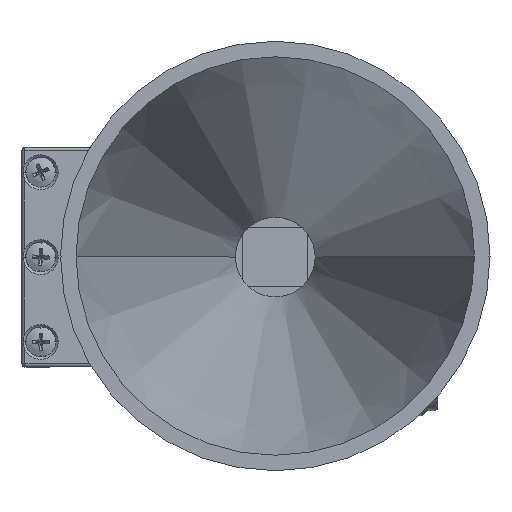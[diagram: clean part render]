
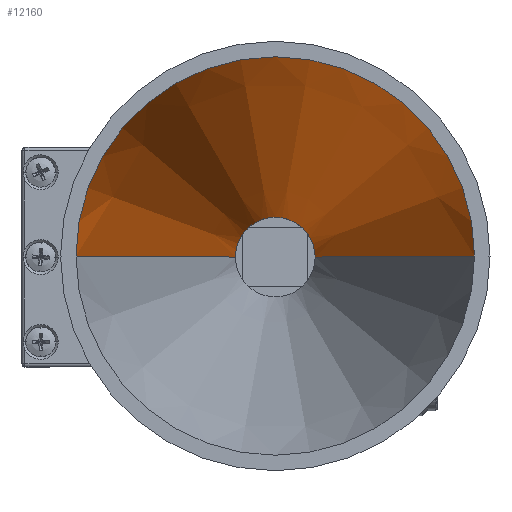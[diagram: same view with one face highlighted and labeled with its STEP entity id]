
A CAD part, top view. The second image highlights one B-rep face of the part: STEP entity #12160.
In plain terms, the highlighted conical face has half-angle 14.931 degrees and reference radius 4 mm.
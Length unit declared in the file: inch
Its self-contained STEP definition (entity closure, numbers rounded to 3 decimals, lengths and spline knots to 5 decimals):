
#417 = CARTESIAN_POINT ( 'NONE',  ( 0.7874, 0., 2.55906 ) ) ;
#436 = CARTESIAN_POINT ( 'NONE',  ( -0.15748, 0., 0.19685 ) ) ;
#1199 = DIRECTION ( 'NONE',  ( 1., 0., 0. ) ) ;
#1351 = DIRECTION ( 'NONE',  ( 0., 0., 1. ) ) ;
#1489 = AXIS2_PLACEMENT_3D ( 'NONE', #5373, #6314, #10733 ) ;
#1515 = CARTESIAN_POINT ( 'NONE',  ( -0.15748, 0., 0.19685 ) ) ;
#1592 = CARTESIAN_POINT ( 'NONE',  ( 0.15748, 0., 0.19685 ) ) ;
#2209 = VERTEX_POINT ( 'NONE', #1515 ) ;
#2704 = AXIS2_PLACEMENT_3D ( 'NONE', #9026, #1351, #1199 ) ;
#2741 = DIRECTION ( 'NONE',  ( 0.258, 0., -0.966 ) ) ;
#3109 = ORIENTED_EDGE ( 'NONE', *, *, #4114, .T. ) ;
#3776 = VECTOR ( 'NONE', #12877, 39.37008 ) ;
#4098 = CONICAL_SURFACE ( 'NONE', #2704, 0.15748, 0.261 ) ;
#4114 = EDGE_CURVE ( 'NONE', #11833, #12479, #8629, .T. ) ;
#4683 = DIRECTION ( 'NONE',  ( 0., 0., 1. ) ) ;
#5316 = CARTESIAN_POINT ( 'NONE',  ( -0.7874, 0., 2.55906 ) ) ;
#5373 = CARTESIAN_POINT ( 'NONE',  ( 0., 0., 0.19685 ) ) ;
#5864 = LINE ( 'NONE', #436, #6436 ) ;
#6085 = AXIS2_PLACEMENT_3D ( 'NONE', #6781, #4683, #11208 ) ;
#6314 = DIRECTION ( 'NONE',  ( 0., 0., 1. ) ) ;
#6316 = EDGE_CURVE ( 'NONE', #6542, #2209, #10536, .T. ) ;
#6436 = VECTOR ( 'NONE', #2741, 39.37008 ) ;
#6542 = VERTEX_POINT ( 'NONE', #1592 ) ;
#6781 = CARTESIAN_POINT ( 'NONE',  ( 0., 0., 2.55906 ) ) ;
#7248 = ORIENTED_EDGE ( 'NONE', *, *, #14090, .T. ) ;
#8629 = CIRCLE ( 'NONE', #6085, 0.7874 ) ;
#8732 = EDGE_LOOP ( 'NONE', ( #7248, #3109, #10963, #13693 ) ) ;
#9026 = CARTESIAN_POINT ( 'NONE',  ( 0., 0., 0.19685 ) ) ;
#10536 = CIRCLE ( 'NONE', #1489, 0.15748 ) ;
#10733 = DIRECTION ( 'NONE',  ( 1., 0., 0. ) ) ;
#10780 = LINE ( 'NONE', #12951, #3776 ) ;
#10963 = ORIENTED_EDGE ( 'NONE', *, *, #13472, .T. ) ;
#11135 = FACE_OUTER_BOUND ( 'NONE', #8732, .T. ) ;
#11208 = DIRECTION ( 'NONE',  ( 1., 0., 0. ) ) ;
#11833 = VERTEX_POINT ( 'NONE', #417 ) ;
#12160 = ADVANCED_FACE ( 'NONE', ( #11135 ), #4098, .F. ) ;
#12479 = VERTEX_POINT ( 'NONE', #5316 ) ;
#12877 = DIRECTION ( 'NONE',  ( 0.258, 0., 0.966 ) ) ;
#12951 = CARTESIAN_POINT ( 'NONE',  ( 0.15748, 0., 0.19685 ) ) ;
#13472 = EDGE_CURVE ( 'NONE', #12479, #2209, #5864, .T. ) ;
#13693 = ORIENTED_EDGE ( 'NONE', *, *, #6316, .F. ) ;
#14090 = EDGE_CURVE ( 'NONE', #6542, #11833, #10780, .T. ) ;
